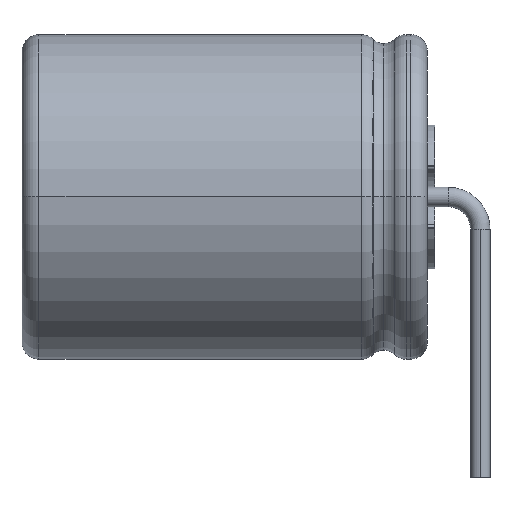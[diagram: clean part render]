
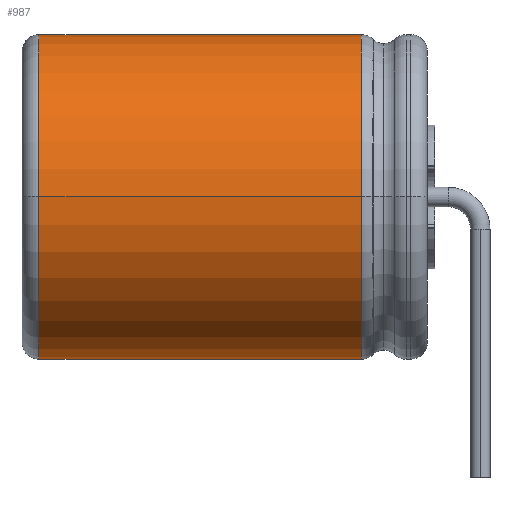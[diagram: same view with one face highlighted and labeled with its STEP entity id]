
A CAD part, left-side view. The second image highlights one B-rep face of the part: STEP entity #987.
In plain terms, the highlighted cylindrical face has radius 5.025 mm (diameter 10.051 mm), a partial arc.
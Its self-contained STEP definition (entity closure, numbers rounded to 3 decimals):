
#987 = ADVANCED_FACE ( 'NONE', ( #4261 ), #4295, .T. ) ;
#988 = EDGE_LOOP ( 'NONE', ( #989, #1048, #1050, #1051 ) ) ;
#989 = ORIENTED_EDGE ( 'NONE', *, *, #990, .T. ) ;
#990 = EDGE_CURVE ( 'NONE', #991, #992, #4294, .T. ) ;
#991 = VERTEX_POINT ( 'NONE', #4285 ) ;
#992 = VERTEX_POINT ( 'NONE', #4284 ) ;
#1048 = ORIENTED_EDGE ( 'NONE', *, *, #1049, .F. ) ;
#1049 = EDGE_CURVE ( 'NONE', #1063, #992, #4472, .T. ) ;
#1050 = ORIENTED_EDGE ( 'NONE', *, *, #1061, .F. ) ;
#1051 = ORIENTED_EDGE ( 'NONE', *, *, #1052, .F. ) ;
#1052 = EDGE_CURVE ( 'NONE', #991, #1062, #4467, .T. ) ;
#1061 = EDGE_CURVE ( 'NONE', #1062, #1063, #4488, .T. ) ;
#1062 = VERTEX_POINT ( 'NONE', #4484 ) ;
#1063 = VERTEX_POINT ( 'NONE', #4483 ) ;
#4261 = FACE_OUTER_BOUND ( 'NONE', #988, .T. ) ;
#4284 = CARTESIAN_POINT ( 'NONE',  ( 0., 12.5, -5.025 ) ) ;
#4285 = CARTESIAN_POINT ( 'NONE',  ( 0., 12.5, 5.025 ) ) ;
#4286 = DIRECTION ( 'NONE',  ( 1., 0., 0. ) ) ;
#4287 = DIRECTION ( 'NONE',  ( 0., -1., 0. ) ) ;
#4288 = CARTESIAN_POINT ( 'NONE',  ( 0., 12.5, 0. ) ) ;
#4289 = AXIS2_PLACEMENT_3D ( 'NONE', #4288, #4287, #4286 ) ;
#4290 = DIRECTION ( 'NONE',  ( 1., 0., 0. ) ) ;
#4291 = DIRECTION ( 'NONE',  ( 0., 1., 0. ) ) ;
#4292 = CARTESIAN_POINT ( 'NONE',  ( 0., 12.922, 0. ) ) ;
#4293 = AXIS2_PLACEMENT_3D ( 'NONE', #4292, #4291, #4290 ) ;
#4294 = CIRCLE ( 'NONE', #4289, 5.025 ) ;
#4295 = CYLINDRICAL_SURFACE ( 'NONE', #4293, 5.025 ) ;
#4464 = DIRECTION ( 'NONE',  ( 0., -1., 0. ) ) ;
#4465 = VECTOR ( 'NONE', #4464, 1000. ) ;
#4466 = CARTESIAN_POINT ( 'NONE',  ( 0., 12.922, 5.025 ) ) ;
#4467 = LINE ( 'NONE', #4466, #4465 ) ;
#4469 = DIRECTION ( 'NONE',  ( 0., 1., 0. ) ) ;
#4470 = VECTOR ( 'NONE', #4469, 1000. ) ;
#4471 = CARTESIAN_POINT ( 'NONE',  ( 0., 12.922, -5.025 ) ) ;
#4472 = LINE ( 'NONE', #4471, #4470 ) ;
#4483 = CARTESIAN_POINT ( 'NONE',  ( 0., 2.52, -5.025 ) ) ;
#4484 = CARTESIAN_POINT ( 'NONE',  ( 0., 2.52, 5.025 ) ) ;
#4485 = DIRECTION ( 'NONE',  ( 1., 0., 0. ) ) ;
#4486 = DIRECTION ( 'NONE',  ( 0., -1., 0. ) ) ;
#4487 = AXIS2_PLACEMENT_3D ( 'NONE', #4494, #4486, #4485 ) ;
#4488 = CIRCLE ( 'NONE', #4487, 5.025 ) ;
#4494 = CARTESIAN_POINT ( 'NONE',  ( 0., 2.52, 0. ) ) ;
